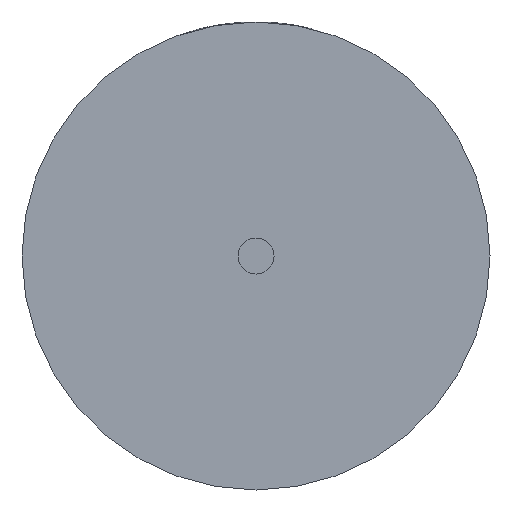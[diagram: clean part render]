
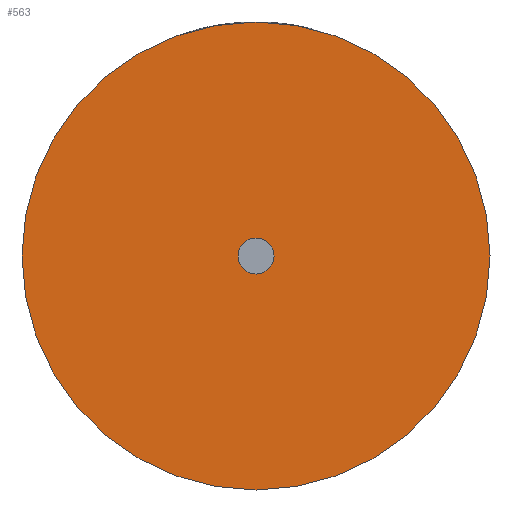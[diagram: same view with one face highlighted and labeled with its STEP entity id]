
A CAD part, front view. The second image highlights one B-rep face of the part: STEP entity #563.
In plain terms, the highlighted planar face has unit normal (0, -1, 0).
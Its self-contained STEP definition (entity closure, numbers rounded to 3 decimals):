
#30 = AXIS2_PLACEMENT_3D ( 'NONE', #389, #1125, #497 ) ;
#31 = CARTESIAN_POINT ( 'NONE',  ( 0., 0., -6.5 ) ) ;
#69 = DIRECTION ( 'NONE',  ( 0., 0., 1. ) ) ;
#81 = EDGE_CURVE ( 'NONE', #654, #1336, #681, .T. ) ;
#83 = CARTESIAN_POINT ( 'NONE',  ( 0., 0., 0.5 ) ) ;
#120 = CIRCLE ( 'NONE', #30, 6.5 ) ;
#147 = DIRECTION ( 'NONE',  ( 0., -1., 0. ) ) ;
#151 = EDGE_CURVE ( 'NONE', #1336, #654, #733, .T. ) ;
#207 = EDGE_CURVE ( 'NONE', #268, #1304, #120, .T. ) ;
#263 = EDGE_CURVE ( 'NONE', #1304, #268, #1360, .T. ) ;
#267 = DIRECTION ( 'NONE',  ( 0., -1., 0. ) ) ;
#268 = VERTEX_POINT ( 'NONE', #299 ) ;
#299 = CARTESIAN_POINT ( 'NONE',  ( 0., 0., 6.5 ) ) ;
#314 = DIRECTION ( 'NONE',  ( 0., 1., 0. ) ) ;
#318 = DIRECTION ( 'NONE',  ( 0., 1., 0. ) ) ;
#335 = AXIS2_PLACEMENT_3D ( 'NONE', #852, #318, #1061 ) ;
#360 = FACE_OUTER_BOUND ( 'NONE', #475, .T. ) ;
#369 = CARTESIAN_POINT ( 'NONE',  ( 0., 0., 0. ) ) ;
#389 = CARTESIAN_POINT ( 'NONE',  ( 0., 0., 0. ) ) ;
#475 = EDGE_LOOP ( 'NONE', ( #1108, #556 ) ) ;
#497 = DIRECTION ( 'NONE',  ( 0., 0., 1. ) ) ;
#556 = ORIENTED_EDGE ( 'NONE', *, *, #207, .F. ) ;
#563 = ADVANCED_FACE ( 'NONE', ( #1323, #360 ), #624, .F. ) ;
#624 = PLANE ( 'NONE',  #335 ) ;
#654 = VERTEX_POINT ( 'NONE', #1262 ) ;
#681 = CIRCLE ( 'NONE', #869, 0.5 ) ;
#688 = DIRECTION ( 'NONE',  ( 0., 0., 1. ) ) ;
#689 = CARTESIAN_POINT ( 'NONE',  ( 0., 0., 0. ) ) ;
#730 = ORIENTED_EDGE ( 'NONE', *, *, #81, .F. ) ;
#733 = CIRCLE ( 'NONE', #1274, 0.5 ) ;
#816 = AXIS2_PLACEMENT_3D ( 'NONE', #933, #314, #1046 ) ;
#852 = CARTESIAN_POINT ( 'NONE',  ( 0., 0., 0. ) ) ;
#869 = AXIS2_PLACEMENT_3D ( 'NONE', #369, #147, #688 ) ;
#908 = EDGE_LOOP ( 'NONE', ( #1003, #730 ) ) ;
#933 = CARTESIAN_POINT ( 'NONE',  ( 0., 0., 0. ) ) ;
#1003 = ORIENTED_EDGE ( 'NONE', *, *, #151, .F. ) ;
#1046 = DIRECTION ( 'NONE',  ( 0., 0., 1. ) ) ;
#1061 = DIRECTION ( 'NONE',  ( 0., 0., 1. ) ) ;
#1108 = ORIENTED_EDGE ( 'NONE', *, *, #263, .F. ) ;
#1125 = DIRECTION ( 'NONE',  ( 0., 1., 0. ) ) ;
#1262 = CARTESIAN_POINT ( 'NONE',  ( 0., 0., -0.5 ) ) ;
#1274 = AXIS2_PLACEMENT_3D ( 'NONE', #689, #267, #69 ) ;
#1304 = VERTEX_POINT ( 'NONE', #31 ) ;
#1323 = FACE_BOUND ( 'NONE', #908, .T. ) ;
#1336 = VERTEX_POINT ( 'NONE', #83 ) ;
#1360 = CIRCLE ( 'NONE', #816, 6.5 ) ;
